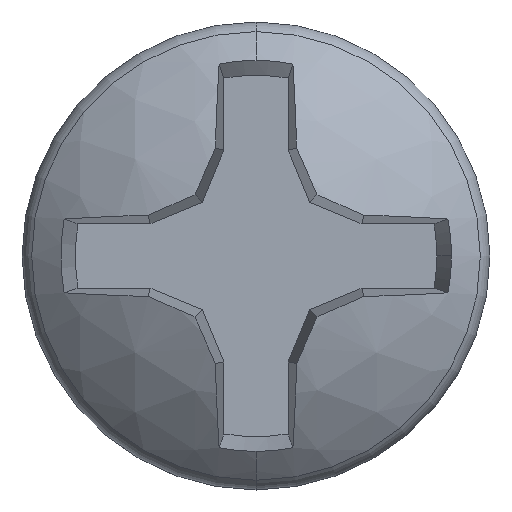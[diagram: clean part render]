
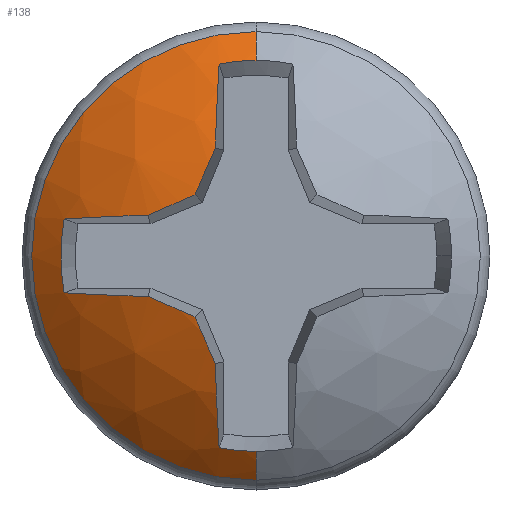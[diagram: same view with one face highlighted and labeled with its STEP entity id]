
A CAD part, top view. The second image highlights one B-rep face of the part: STEP entity #138.
In plain terms, the highlighted spherical face has radius 3.85 mm.
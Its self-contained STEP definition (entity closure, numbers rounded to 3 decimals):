
#2 = VERTEX_POINT ( 'NONE', #7 ) ;
#7 = CARTESIAN_POINT ( 'NONE',  ( 0., 2.296, 6.24 ) ) ;
#14 = AXIS2_PLACEMENT_3D ( 'NONE', #387, #219, #224 ) ;
#23 = CARTESIAN_POINT ( 'NONE',  ( 0., 2.637, 5.956 ) ) ;
#35 = CARTESIAN_POINT ( 'NONE',  ( 0., -2.637, 5.956 ) ) ;
#60 = CIRCLE ( 'NONE', #302, 2.296 ) ;
#66 = EDGE_CURVE ( 'NONE', #94, #249, #370, .T. ) ;
#84 = ORIENTED_EDGE ( 'NONE', *, *, #255, .T. ) ;
#94 = VERTEX_POINT ( 'NONE', #1099 ) ;
#95 = CIRCLE ( 'NONE', #463, 3.802 ) ;
#99 = CIRCLE ( 'NONE', #795, 3.802 ) ;
#104 = DIRECTION ( 'NONE',  ( -0.92, 0.381, -0.087 ) ) ;
#117 = CARTESIAN_POINT ( 'NONE',  ( 0., 0., 3.15 ) ) ;
#119 = CARTESIAN_POINT ( 'NONE',  ( 0., -0.162, 3.136 ) ) ;
#138 = ADVANCED_FACE ( 'NONE', ( #448 ), #1133, .T. ) ;
#140 = DIRECTION ( 'NONE',  ( -1., 0., 0. ) ) ;
#144 = CIRCLE ( 'NONE', #264, 3.802 ) ;
#146 = CARTESIAN_POINT ( 'NONE',  ( -0.479, 1.266, 6.754 ) ) ;
#148 = CARTESIAN_POINT ( 'NONE',  ( 0., 0., 5.956 ) ) ;
#164 = ORIENTED_EDGE ( 'NONE', *, *, #999, .T. ) ;
#188 = CARTESIAN_POINT ( 'NONE',  ( 0., 0., 6.24 ) ) ;
#191 = AXIS2_PLACEMENT_3D ( 'NONE', #188, #838, #473 ) ;
#195 = VERTEX_POINT ( 'NONE', #35 ) ;
#211 = DIRECTION ( 'NONE',  ( 0., -0.087, 0.996 ) ) ;
#218 = AXIS2_PLACEMENT_3D ( 'NONE', #148, #1077, #436 ) ;
#219 = DIRECTION ( 'NONE',  ( 0., 0., -1. ) ) ;
#220 = DIRECTION ( 'NONE',  ( 0., -0.087, -0.996 ) ) ;
#224 = DIRECTION ( 'NONE',  ( -1., 0., 0. ) ) ;
#231 = VERTEX_POINT ( 'NONE', #869 ) ;
#249 = VERTEX_POINT ( 'NONE', #146 ) ;
#255 = EDGE_CURVE ( 'NONE', #231, #891, #95, .T. ) ;
#257 = EDGE_CURVE ( 'NONE', #2, #901, #1041, .T. ) ;
#264 = AXIS2_PLACEMENT_3D ( 'NONE', #792, #410, #1049 ) ;
#284 = AXIS2_PLACEMENT_3D ( 'NONE', #734, #821, #466 ) ;
#291 = DIRECTION ( 'NONE',  ( 0.087, 0., -0.996 ) ) ;
#302 = AXIS2_PLACEMENT_3D ( 'NONE', #709, #620, #981 ) ;
#304 = DIRECTION ( 'NONE',  ( -0.996, 0., -0.087 ) ) ;
#309 = DIRECTION ( 'NONE',  ( 0.924, 0.383, 0. ) ) ;
#370 = CIRCLE ( 'NONE', #284, 3.847 ) ;
#371 = CIRCLE ( 'NONE', #191, 2.296 ) ;
#387 = CARTESIAN_POINT ( 'NONE',  ( 0., 0., 6.24 ) ) ;
#391 = DIRECTION ( 'NONE',  ( 0., 1., 0. ) ) ;
#396 = VERTEX_POINT ( 'NONE', #760 ) ;
#402 = CIRCLE ( 'NONE', #14, 2.296 ) ;
#410 = DIRECTION ( 'NONE',  ( -0.92, -0.381, -0.087 ) ) ;
#424 = EDGE_CURVE ( 'NONE', #94, #2, #402, .T. ) ;
#428 = CARTESIAN_POINT ( 'NONE',  ( 0., 0., 3.15 ) ) ;
#429 = ORIENTED_EDGE ( 'NONE', *, *, #66, .F. ) ;
#436 = DIRECTION ( 'NONE',  ( 0., 1., 0. ) ) ;
#441 = CIRCLE ( 'NONE', #811, 3.802 ) ;
#448 = FACE_OUTER_BOUND ( 'NONE', #479, .T. ) ;
#460 = ORIENTED_EDGE ( 'NONE', *, *, #863, .T. ) ;
#463 = AXIS2_PLACEMENT_3D ( 'NONE', #1146, #950, #961 ) ;
#464 = AXIS2_PLACEMENT_3D ( 'NONE', #119, #586, #211 ) ;
#465 = CARTESIAN_POINT ( 'NONE',  ( -0.479, -1.266, 6.754 ) ) ;
#466 = DIRECTION ( 'NONE',  ( 0.087, 0., -0.996 ) ) ;
#468 = VERTEX_POINT ( 'NONE', #882 ) ;
#469 = EDGE_CURVE ( 'NONE', #915, #231, #144, .T. ) ;
#473 = DIRECTION ( 'NONE',  ( -1., 0., 0. ) ) ;
#475 = EDGE_CURVE ( 'NONE', #551, #195, #911, .T. ) ;
#479 = EDGE_LOOP ( 'NONE', ( #991, #967, #164, #861, #84, #1090, #571, #909, #746, #460, #429, #517, #951, #939 ) ) ;
#493 = DIRECTION ( 'NONE',  ( 0., 0.996, -0.087 ) ) ;
#501 = AXIS2_PLACEMENT_3D ( 'NONE', #694, #140, #783 ) ;
#507 = CARTESIAN_POINT ( 'NONE',  ( 0., 0.162, 3.136 ) ) ;
#512 = CARTESIAN_POINT ( 'NONE',  ( -0.232, 0.56, 3.097 ) ) ;
#514 = VERTEX_POINT ( 'NONE', #784 ) ;
#516 = AXIS2_PLACEMENT_3D ( 'NONE', #428, #596, #702 ) ;
#517 = ORIENTED_EDGE ( 'NONE', *, *, #424, .T. ) ;
#551 = VERTEX_POINT ( 'NONE', #627 ) ;
#552 = EDGE_CURVE ( 'NONE', #195, #901, #611, .T. ) ;
#564 = CARTESIAN_POINT ( 'NONE',  ( -1.266, -0.479, 6.754 ) ) ;
#571 = ORIENTED_EDGE ( 'NONE', *, *, #818, .T. ) ;
#586 = DIRECTION ( 'NONE',  ( 0., 0.996, 0.087 ) ) ;
#596 = DIRECTION ( 'NONE',  ( 1., 0., 0. ) ) ;
#605 = CARTESIAN_POINT ( 'NONE',  ( -2.255, 0.434, 6.24 ) ) ;
#611 = CIRCLE ( 'NONE', #218, 2.637 ) ;
#620 = DIRECTION ( 'NONE',  ( 0., 0., -1. ) ) ;
#624 = EDGE_CURVE ( 'NONE', #551, #468, #60, .T. ) ;
#627 = CARTESIAN_POINT ( 'NONE',  ( 0., -2.296, 6.24 ) ) ;
#678 = CARTESIAN_POINT ( 'NONE',  ( -2.255, -0.434, 6.24 ) ) ;
#694 = CARTESIAN_POINT ( 'NONE',  ( 0., 0., 3.15 ) ) ;
#702 = DIRECTION ( 'NONE',  ( 0., 1., 0. ) ) ;
#709 = CARTESIAN_POINT ( 'NONE',  ( 0., 0., 6.24 ) ) ;
#720 = CIRCLE ( 'NONE', #464, 3.847 ) ;
#734 = CARTESIAN_POINT ( 'NONE',  ( -0.162, 0., 3.136 ) ) ;
#740 = DIRECTION ( 'NONE',  ( 0.383, 0.924, 0. ) ) ;
#746 = ORIENTED_EDGE ( 'NONE', *, *, #1169, .T. ) ;
#760 = CARTESIAN_POINT ( 'NONE',  ( -1.266, 0.479, 6.754 ) ) ;
#767 = AXIS2_PLACEMENT_3D ( 'NONE', #507, #493, #220 ) ;
#783 = DIRECTION ( 'NONE',  ( 0., 0., 1. ) ) ;
#784 = CARTESIAN_POINT ( 'NONE',  ( -0.717, 0.717, 6.864 ) ) ;
#792 = CARTESIAN_POINT ( 'NONE',  ( -0.56, -0.232, 3.097 ) ) ;
#795 = AXIS2_PLACEMENT_3D ( 'NONE', #512, #1151, #309 ) ;
#811 = AXIS2_PLACEMENT_3D ( 'NONE', #827, #104, #740 ) ;
#818 = EDGE_CURVE ( 'NONE', #1091, #1180, #371, .T. ) ;
#821 = DIRECTION ( 'NONE',  ( 0.996, 0., 0.087 ) ) ;
#827 = CARTESIAN_POINT ( 'NONE',  ( -0.56, 0.232, 3.097 ) ) ;
#838 = DIRECTION ( 'NONE',  ( 0., 0., -1. ) ) ;
#861 = ORIENTED_EDGE ( 'NONE', *, *, #469, .T. ) ;
#863 = EDGE_CURVE ( 'NONE', #514, #249, #441, .T. ) ;
#869 = CARTESIAN_POINT ( 'NONE',  ( -0.717, -0.717, 6.864 ) ) ;
#880 = CIRCLE ( 'NONE', #974, 3.847 ) ;
#882 = CARTESIAN_POINT ( 'NONE',  ( -0.434, -2.255, 6.24 ) ) ;
#891 = VERTEX_POINT ( 'NONE', #564 ) ;
#901 = VERTEX_POINT ( 'NONE', #23 ) ;
#909 = ORIENTED_EDGE ( 'NONE', *, *, #1187, .T. ) ;
#911 = CIRCLE ( 'NONE', #516, 3.85 ) ;
#915 = VERTEX_POINT ( 'NONE', #465 ) ;
#931 = CARTESIAN_POINT ( 'NONE',  ( -0.162, 0., 3.136 ) ) ;
#939 = ORIENTED_EDGE ( 'NONE', *, *, #552, .F. ) ;
#947 = EDGE_CURVE ( 'NONE', #1091, #891, #720, .T. ) ;
#950 = DIRECTION ( 'NONE',  ( -0.381, -0.92, -0.087 ) ) ;
#951 = ORIENTED_EDGE ( 'NONE', *, *, #257, .T. ) ;
#957 = CIRCLE ( 'NONE', #767, 3.847 ) ;
#961 = DIRECTION ( 'NONE',  ( -0.924, 0.383, 0. ) ) ;
#967 = ORIENTED_EDGE ( 'NONE', *, *, #624, .T. ) ;
#974 = AXIS2_PLACEMENT_3D ( 'NONE', #931, #304, #291 ) ;
#981 = DIRECTION ( 'NONE',  ( -1., 0., 0. ) ) ;
#991 = ORIENTED_EDGE ( 'NONE', *, *, #475, .F. ) ;
#999 = EDGE_CURVE ( 'NONE', #468, #915, #880, .T. ) ;
#1041 = CIRCLE ( 'NONE', #501, 3.85 ) ;
#1049 = DIRECTION ( 'NONE',  ( -0.383, 0.924, 0. ) ) ;
#1077 = DIRECTION ( 'NONE',  ( 0., 0., -1. ) ) ;
#1087 = AXIS2_PLACEMENT_3D ( 'NONE', #117, #1125, #391 ) ;
#1090 = ORIENTED_EDGE ( 'NONE', *, *, #947, .F. ) ;
#1091 = VERTEX_POINT ( 'NONE', #678 ) ;
#1099 = CARTESIAN_POINT ( 'NONE',  ( -0.434, 2.255, 6.24 ) ) ;
#1125 = DIRECTION ( 'NONE',  ( 1., 0., 0. ) ) ;
#1133 = SPHERICAL_SURFACE ( 'NONE', #1087, 3.85 ) ;
#1146 = CARTESIAN_POINT ( 'NONE',  ( -0.232, -0.56, 3.097 ) ) ;
#1151 = DIRECTION ( 'NONE',  ( -0.381, 0.92, -0.087 ) ) ;
#1169 = EDGE_CURVE ( 'NONE', #396, #514, #99, .T. ) ;
#1180 = VERTEX_POINT ( 'NONE', #605 ) ;
#1187 = EDGE_CURVE ( 'NONE', #1180, #396, #957, .T. ) ;
